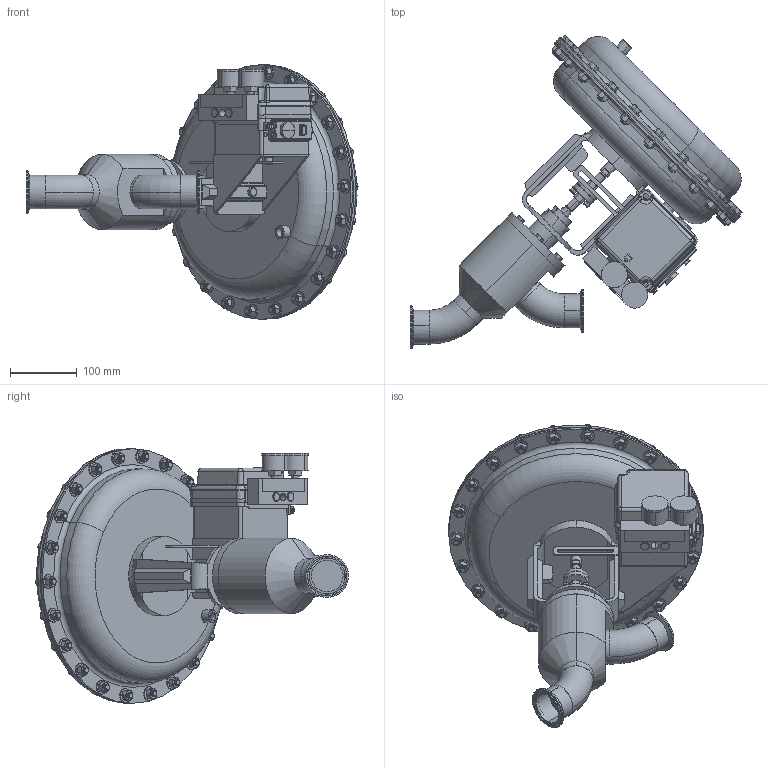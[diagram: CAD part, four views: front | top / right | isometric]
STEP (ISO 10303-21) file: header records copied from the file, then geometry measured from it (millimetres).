
FILE_DESCRIPTION (( 'STEP AP203' ), '1' );
FILE_NAME ('978NSP-200-JD-85M-16IP.STEP', '2017-06-14T13:39:58', ( '' ), ( '' ), 'SwSTEP 2.0', 'SolidWorks 2014', '' );
FILE_SCHEMA (( 'CONFIG_CONTROL_DESIGN' ));
Products named in the file (2): 978NSP-200-JD-85M-16IP
Bounding box: 496.69 x 468.23 x 381 mm (x, y, z)
Volume: 12613583.7 mm3; surface area: 655621 mm2
Topology: 3 solids, 3 shells, 1904 faces, 4414 edges, 2674 vertices
Faces by surface type: plane 787, cone 576, cylinder 427, bspline 88, torus 26
Entity records: 59580 total; most frequent: CARTESIAN_POINT 17741, ORIENTED_EDGE 8788, DIRECTION 8452, EDGE_CURVE 4394, AXIS2_PLACEMENT_3D 3356, VERTEX_POINT 2674, EDGE_LOOP 2098, ADVANCED_FACE 1904
